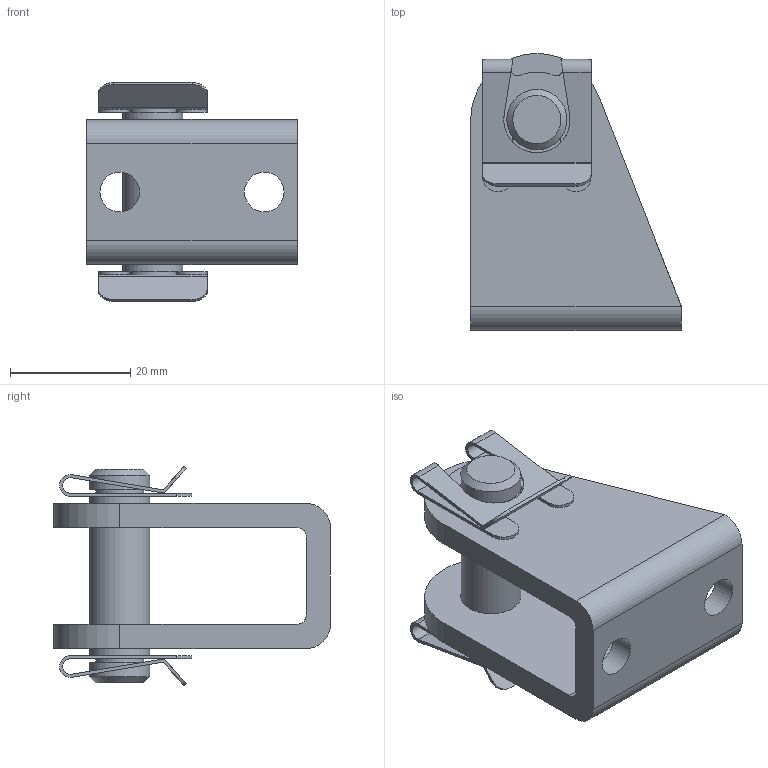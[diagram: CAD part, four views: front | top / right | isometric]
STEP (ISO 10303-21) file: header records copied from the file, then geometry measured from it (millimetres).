
FILE_DESCRIPTION(/* description */ ('STEP AP214'),/* implementation_level */ '2;1');
FILE_NAME(/* name */ '195860_LBN-32',/* time_stamp */ '2024-08-21T14:19:49+02:00',/* author */ ('License CC BY-ND 4.0'),/* organization */ ('CADENAS'),/* preprocessor_version */ 'ST-DEVELOPER v19.3',/* originating_system */ 'PARTsolutions',/* authorisation */ ' ');
FILE_SCHEMA (('AUTOMOTIVE_DESIGN {1 0 10303 214 3 1 1}'));
Length unit declared in the file: millimetre
Products named in the file (4): 195860 LBN-32; 195860 LBN-32---(L); 369460 BZ-10-026,5-AA (35.5); 210029 10 SXN 08 VERZINKT:SL
Assembly tree (4 placements, depth 2):
  195860 LBN-32
    195860 LBN-32---(L)
    369460 BZ-10-026,5-AA (35.5)
    210029 10 SXN 08 VERZINKT:SL  x2
Bounding box: 35 x 46 x 36.43 mm (x, y, z)
Volume: 14194.2 mm3; surface area: 10448.5 mm2
Topology: 4 solids, 4 shells, 89 faces, 241 edges, 160 vertices
Faces by surface type: cylinder 45, plane 42, cone 2
Full cylindrical faces by diameter (mm): 6.6 x2, 8 x2, 10 x5
Entity records: 1919 total; most frequent: DIRECTION 334, CARTESIAN_POINT 314, ORIENTED_EDGE 284, EDGE_CURVE 142, AXIS2_PLACEMENT_3D 128, VERTEX_POINT 100, EDGE_LOOP 84, FACE_BOUND 84
